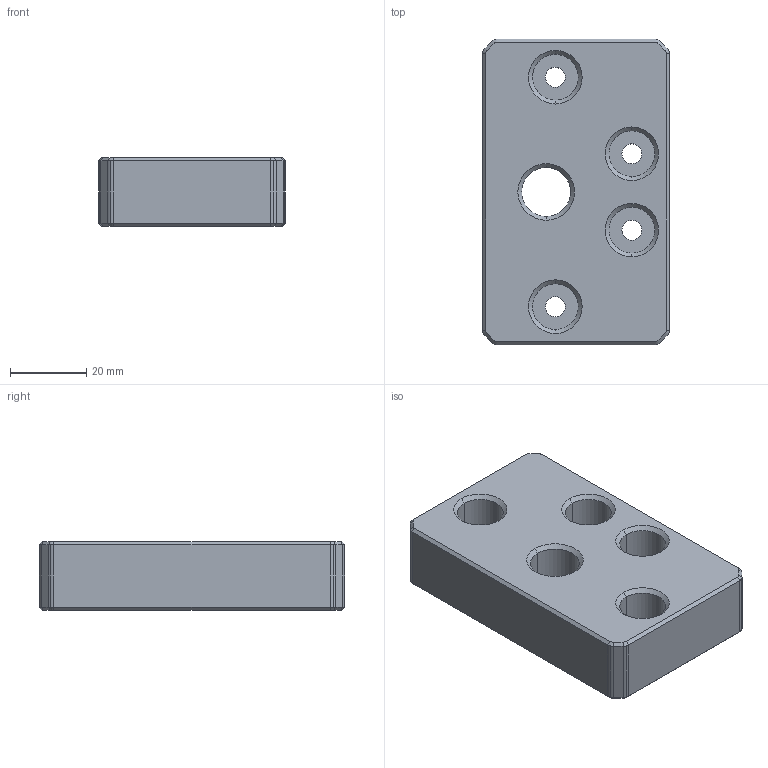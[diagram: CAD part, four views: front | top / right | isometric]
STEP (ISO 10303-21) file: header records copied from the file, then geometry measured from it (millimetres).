
FILE_DESCRIPTION (( 'STEP AP214' ), '1' );
FILE_NAME ('Z Axis Bearing Block.STEP', '2024-11-29T22:04:38', ( '' ), ( '' ), 'SwSTEP 2.0', 'SolidWorks 2024', '' );
FILE_SCHEMA (( 'AUTOMOTIVE_DESIGN' ));
Length unit declared in the file: inch
Products named in the file (1): Z Axis Bearing Block
Bounding box: 48.8 x 80 x 17.97 mm (x, y, z)
Volume: 59900.2 mm3; surface area: 14444.5 mm2
Topology: 1 solids, 1 shells, 95 faces, 220 edges, 132 vertices
Faces by surface type: cylinder 36, plane 31, cone 28
Entity records: 2729 total; most frequent: DIRECTION 512, CARTESIAN_POINT 448, ORIENTED_EDGE 440, EDGE_CURVE 220, AXIS2_PLACEMENT_3D 196, VERTEX_POINT 132, VECTOR 120, LINE 120
